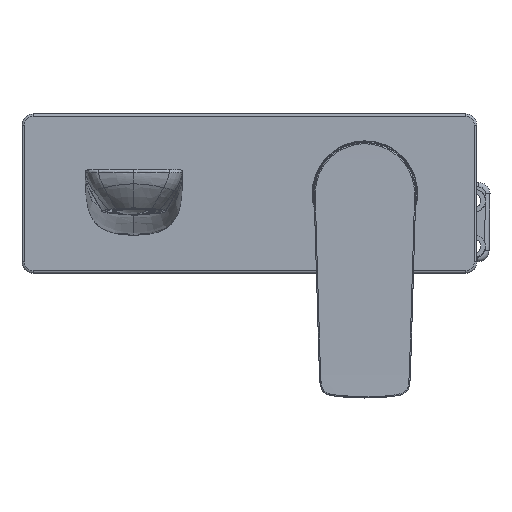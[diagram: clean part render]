
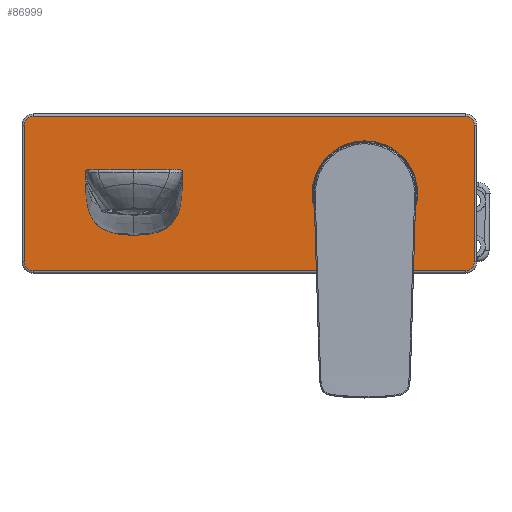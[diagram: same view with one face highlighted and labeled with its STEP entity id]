
A CAD part, top view. The second image highlights one B-rep face of the part: STEP entity #86999.
In plain terms, the highlighted planar face has unit normal (0, 0, 1).
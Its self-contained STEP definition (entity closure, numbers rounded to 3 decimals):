
#85950=CARTESIAN_POINT('',(95.,-30.,5.));
#85951=DIRECTION('',(0.,0.,-1.));
#85952=DIRECTION('',(1.,0.,0.));
#85953=AXIS2_PLACEMENT_3D('',#85950,#85951,#85952);
#85955=CARTESIAN_POINT('',(-95.,-30.,5.));
#85956=DIRECTION('',(0.,0.,-1.));
#85957=DIRECTION('',(0.,-1.,0.));
#85958=AXIS2_PLACEMENT_3D('',#85955,#85956,#85957);
#85960=CARTESIAN_POINT('',(-95.,30.,5.));
#85961=DIRECTION('',(0.,0.,-1.));
#85962=DIRECTION('',(-1.,0.,0.));
#85963=AXIS2_PLACEMENT_3D('',#85960,#85961,#85962);
#85965=CARTESIAN_POINT('',(95.,30.,5.));
#85966=DIRECTION('',(0.,0.,-1.));
#85967=DIRECTION('',(0.,1.,0.));
#85968=AXIS2_PLACEMENT_3D('',#85965,#85966,#85967);
#85970=CARTESIAN_POINT('',(-50.8,0.,5.));
#85971=DIRECTION('',(0.,0.,1.));
#85972=DIRECTION('',(-1.,0.,0.));
#85973=AXIS2_PLACEMENT_3D('',#85970,#85971,#85972);
#85975=CARTESIAN_POINT('',(-50.8,0.,5.));
#85976=DIRECTION('',(0.,0.,1.));
#85977=DIRECTION('',(1.,0.,0.));
#85978=AXIS2_PLACEMENT_3D('',#85975,#85976,#85977);
#85980=CARTESIAN_POINT('',(50.8,0.,5.));
#85981=DIRECTION('',(0.,0.,1.));
#85982=DIRECTION('',(1.,0.,0.));
#85983=AXIS2_PLACEMENT_3D('',#85980,#85981,#85982);
#85985=CARTESIAN_POINT('',(50.8,0.,5.));
#85986=DIRECTION('',(0.,0.,1.));
#85987=DIRECTION('',(-1.,0.,0.));
#85988=AXIS2_PLACEMENT_3D('',#85985,#85986,#85987);
#85990=DIRECTION('',(0.,1.,0.));
#85991=VECTOR('',#85990,60.);
#85992=CARTESIAN_POINT('',(99.,-30.,5.));
#85993=LINE('',#85992,#85991);
#86013=DIRECTION('',(-1.,0.,0.));
#86014=VECTOR('',#86013,190.);
#86015=CARTESIAN_POINT('',(95.,34.,5.));
#86016=LINE('',#86015,#86014);
#86036=DIRECTION('',(0.,-1.,0.));
#86037=VECTOR('',#86036,60.);
#86038=CARTESIAN_POINT('',(-99.,30.,5.));
#86039=LINE('',#86038,#86037);
#86059=DIRECTION('',(1.,0.,0.));
#86060=VECTOR('',#86059,190.);
#86061=CARTESIAN_POINT('',(-95.,-34.,5.));
#86062=LINE('',#86061,#86060);
#86687=CARTESIAN_POINT('',(99.,-30.,5.));
#86688=CARTESIAN_POINT('',(95.,-34.,5.));
#86689=VERTEX_POINT('',#86687);
#86690=VERTEX_POINT('',#86688);
#86691=CARTESIAN_POINT('',(99.,30.,5.));
#86692=VERTEX_POINT('',#86691);
#86693=CARTESIAN_POINT('',(-95.,-34.,5.));
#86694=VERTEX_POINT('',#86693);
#86695=CARTESIAN_POINT('',(-99.,-30.,5.));
#86696=VERTEX_POINT('',#86695);
#86697=CARTESIAN_POINT('',(-99.,30.,5.));
#86698=VERTEX_POINT('',#86697);
#86699=CARTESIAN_POINT('',(-95.,34.,5.));
#86700=VERTEX_POINT('',#86699);
#86701=CARTESIAN_POINT('',(95.,34.,5.));
#86702=VERTEX_POINT('',#86701);
#86703=CARTESIAN_POINT('',(-59.,0.,5.));
#86704=CARTESIAN_POINT('',(-42.6,0.,5.));
#86705=VERTEX_POINT('',#86703);
#86706=VERTEX_POINT('',#86704);
#86707=CARTESIAN_POINT('',(74.,0.,5.));
#86708=CARTESIAN_POINT('',(27.6,0.,5.));
#86709=VERTEX_POINT('',#86707);
#86710=VERTEX_POINT('',#86708);
#86965=CARTESIAN_POINT('',(0.,0.,5.));
#86966=DIRECTION('',(0.,0.,1.));
#86967=DIRECTION('',(1.,0.,0.));
#86968=AXIS2_PLACEMENT_3D('',#86965,#86966,#86967);
#86969=PLANE('',#86968);
#86971=ORIENTED_EDGE('',*,*,#86970,.F.);
#86972=ORIENTED_EDGE('',*,*,#86955,.T.);
#86974=ORIENTED_EDGE('',*,*,#86973,.F.);
#86976=ORIENTED_EDGE('',*,*,#86975,.T.);
#86978=ORIENTED_EDGE('',*,*,#86977,.F.);
#86980=ORIENTED_EDGE('',*,*,#86979,.T.);
#86982=ORIENTED_EDGE('',*,*,#86981,.F.);
#86984=ORIENTED_EDGE('',*,*,#86983,.T.);
#86985=EDGE_LOOP('',(#86971,#86972,#86974,#86976,#86978,#86980,#86982,#86984));
#86986=FACE_OUTER_BOUND('',#86985,.F.);
#86988=ORIENTED_EDGE('',*,*,#86987,.T.);
#86990=ORIENTED_EDGE('',*,*,#86989,.T.);
#86991=EDGE_LOOP('',(#86988,#86990));
#86992=FACE_BOUND('',#86991,.F.);
#86994=ORIENTED_EDGE('',*,*,#86993,.T.);
#86996=ORIENTED_EDGE('',*,*,#86995,.T.);
#86997=EDGE_LOOP('',(#86994,#86996));
#86998=FACE_BOUND('',#86997,.F.);
#86999=ADVANCED_FACE('',(#86986,#86992,#86998),#86969,.T.);
#85954=CIRCLE('',#85953,4.);
#85959=CIRCLE('',#85958,4.);
#85964=CIRCLE('',#85963,4.);
#85969=CIRCLE('',#85968,4.);
#85974=CIRCLE('',#85973,8.2);
#85979=CIRCLE('',#85978,8.2);
#85984=CIRCLE('',#85983,23.2);
#85989=CIRCLE('',#85988,23.2);
#86955=EDGE_CURVE('',#86689,#86690,#85954,.T.);
#86970=EDGE_CURVE('',#86689,#86692,#85993,.T.);
#86973=EDGE_CURVE('',#86694,#86690,#86062,.T.);
#86975=EDGE_CURVE('',#86694,#86696,#85959,.T.);
#86977=EDGE_CURVE('',#86698,#86696,#86039,.T.);
#86979=EDGE_CURVE('',#86698,#86700,#85964,.T.);
#86981=EDGE_CURVE('',#86702,#86700,#86016,.T.);
#86983=EDGE_CURVE('',#86702,#86692,#85969,.T.);
#86987=EDGE_CURVE('',#86705,#86706,#85974,.T.);
#86989=EDGE_CURVE('',#86706,#86705,#85979,.T.);
#86993=EDGE_CURVE('',#86709,#86710,#85984,.T.);
#86995=EDGE_CURVE('',#86710,#86709,#85989,.T.);
